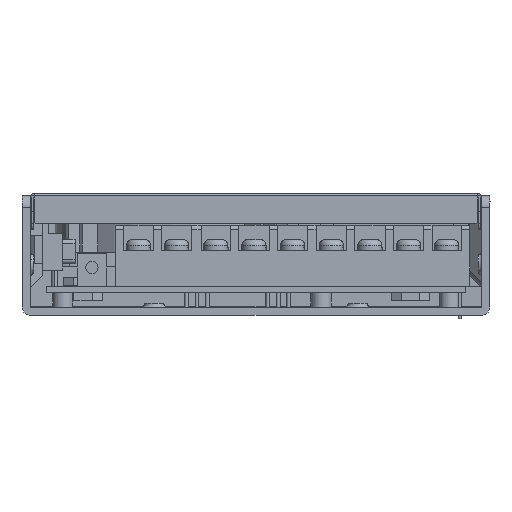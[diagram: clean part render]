
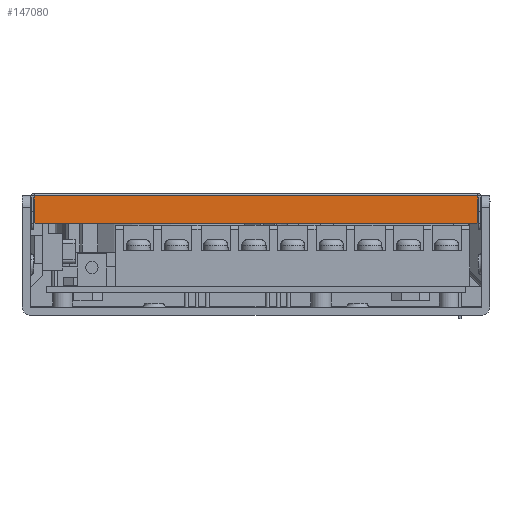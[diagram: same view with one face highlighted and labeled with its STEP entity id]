
A CAD part, left-side view. The second image highlights one B-rep face of the part: STEP entity #147080.
In plain terms, the highlighted planar face has unit normal (-1, 0, 0).
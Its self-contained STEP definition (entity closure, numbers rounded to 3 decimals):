
#122010=CARTESIAN_POINT('',(63.078,175.742,24.1));
#122020=VERTEX_POINT('',#122010);
#122170=CARTESIAN_POINT('',(63.078,283.842,24.1));
#122180=VERTEX_POINT('',#122170);
#122210=CARTESIAN_POINT('',(63.078,229.792,24.1));
#122220=DIRECTION('',(0.,-1.,0.));
#122230=VECTOR('',#122220,1.);
#122240=LINE('',#122210,#122230);
#122250=EDGE_CURVE('',#122180,#122020,#122240,.T.);
#145760=CARTESIAN_POINT('',(63.078,175.242,31.5));
#145770=DIRECTION('',(0.,0.,-1.));
#145780=VECTOR('',#145770,1.);
#145790=LINE('',#145760,#145780);
#145800=CARTESIAN_POINT('',(63.078,175.242,30.8));
#145810=VERTEX_POINT('',#145800);
#145820=CARTESIAN_POINT('',(63.078,175.242,24.6));
#145830=VERTEX_POINT('',#145820);
#145840=EDGE_CURVE('',#145810,#145830,#145790,.T.);
#146110=CARTESIAN_POINT('',(63.078,-524.834,30.8));
#146120=DIRECTION('',(0.,1.,0.));
#146130=VECTOR('',#146120,1.);
#146140=LINE('',#146110,#146130);
#146150=CARTESIAN_POINT('',(63.078,284.342,30.8));
#146160=VERTEX_POINT('',#146150);
#146170=EDGE_CURVE('',#145810,#146160,#146140,.T.);
#146760=CARTESIAN_POINT('',(63.078,283.742,
226.275));
#146770=DIRECTION('',(-1.,-0.,0.));
#146780=DIRECTION('',(-0.,1.,0.));
#146790=AXIS2_PLACEMENT_3D('',#146760,#146770,#146780);
#146800=PLANE('',#146790);
#146810=ORIENTED_EDGE('',*,*,#145840,.F.);
#146820=CARTESIAN_POINT('',(63.078,175.742,24.6));
#146830=DIRECTION('',(-1.,0.,0.));
#146840=DIRECTION('',(0.,1.,0.));
#146850=AXIS2_PLACEMENT_3D('',#146820,#146830,#146840);
#146860=CIRCLE('',#146850,0.5);
#146870=EDGE_CURVE('',#122020,#145830,#146860,.T.);
#146880=ORIENTED_EDGE('',*,*,#146870,.T.);
#146890=ORIENTED_EDGE('',*,*,#122250,.T.);
#146900=CARTESIAN_POINT('',(63.078,283.842,24.6));
#146910=DIRECTION('',(1.,0.,0.));
#146920=DIRECTION('',(0.,-1.,0.));
#146930=AXIS2_PLACEMENT_3D('',#146900,#146910,#146920);
#146940=CIRCLE('',#146930,0.5);
#146950=CARTESIAN_POINT('',(63.078,284.342,24.6));
#146960=VERTEX_POINT('',#146950);
#146970=EDGE_CURVE('',#122180,#146960,#146940,.T.);
#146980=ORIENTED_EDGE('',*,*,#146970,.F.);
#146990=CARTESIAN_POINT('',(63.078,284.342,31.5));
#147000=DIRECTION('',(0.,0.,1.));
#147010=VECTOR('',#147000,1.);
#147020=LINE('',#146990,#147010);
#147030=EDGE_CURVE('',#146960,#146160,#147020,.T.);
#147040=ORIENTED_EDGE('',*,*,#147030,.F.);
#147050=ORIENTED_EDGE('',*,*,#146170,.T.);
#147060=EDGE_LOOP('',(#147050,#147040,#146980,#146890,#146880,#146810));
#147070=FACE_OUTER_BOUND('',#147060,.T.);
#147080=ADVANCED_FACE('',(#147070),#146800,.T.);
